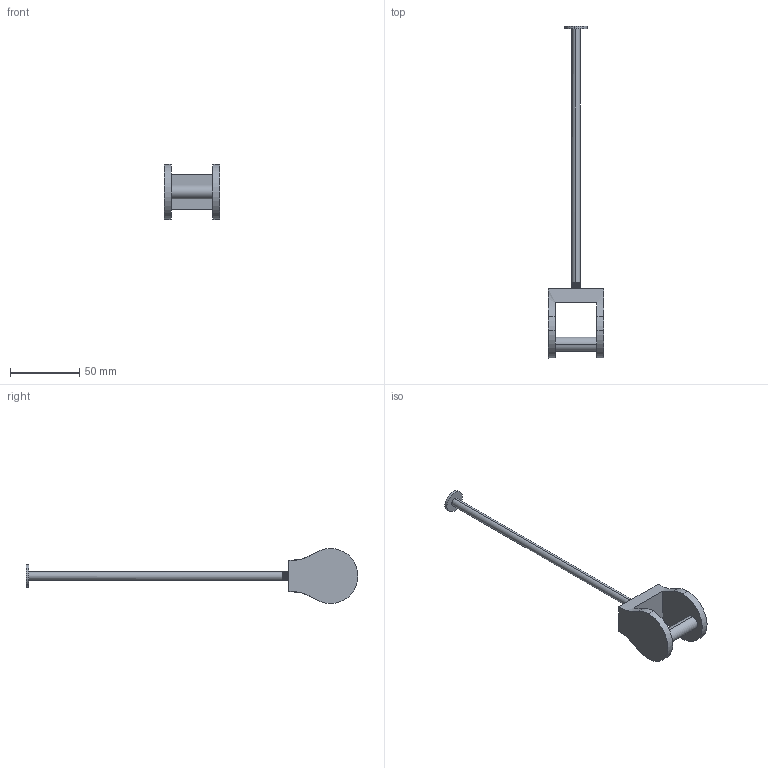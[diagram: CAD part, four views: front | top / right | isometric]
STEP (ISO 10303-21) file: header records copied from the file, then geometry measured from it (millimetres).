
FILE_DESCRIPTION (( 'STEP AP203' ), '1' );
FILE_NAME ('piston.STEP', '2020-02-27T16:59:09', ( '' ), ( '' ), 'SwSTEP 2.0', 'SolidWorks 2019', '' );
FILE_SCHEMA (( 'CONFIG_CONTROL_DESIGN' ));
Length unit declared in the file: millimetre
Products named in the file (6): piston.STEP; CILINDRO-16X100-CA_Valor predeterminado.STEP; piston extension.STEP; piston
Assembly tree (3 placements, depth 3):
  CILINDRO-16X100-CA_Valor predeterminado.STEP
  piston extension.STEP
  piston
    piston.STEP
      CILINDRO-16X100-CA_Valor predeterminado.STEP
      piston extension.STEP
Bounding box: 40 x 239.6 x 39.84 mm (x, y, z)
Volume: 30127.8 mm3; surface area: 14525.7 mm2
Topology: 2 solids, 2 shells, 146 faces, 417 edges, 276 vertices
Faces by surface type: cylinder 123, plane 12, bspline 8, cone 3
Entity records: 12192 total; most frequent: CARTESIAN_POINT 8507, ORIENTED_EDGE 834, DIRECTION 503, EDGE_CURVE 417, VERTEX_POINT 276, AXIS2_PLACEMENT_3D 179, EDGE_LOOP 151, ADVANCED_FACE 146
